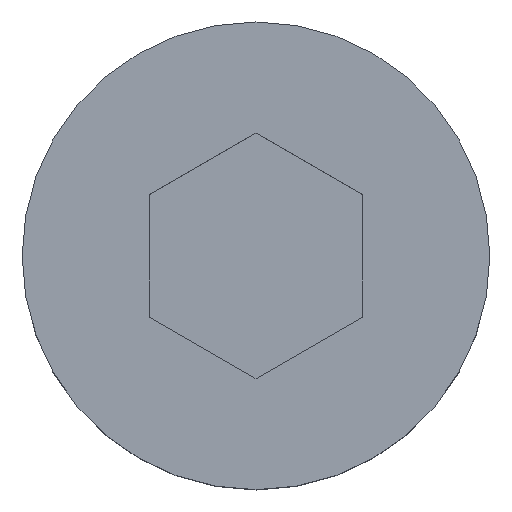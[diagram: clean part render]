
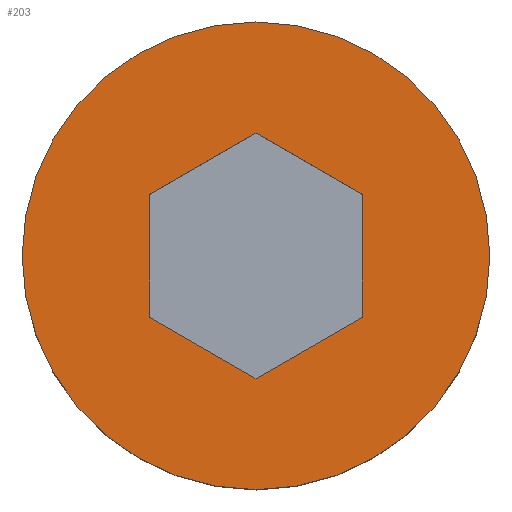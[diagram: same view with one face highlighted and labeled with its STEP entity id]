
A CAD part, top view. The second image highlights one B-rep face of the part: STEP entity #203.
In plain terms, the highlighted planar face has unit normal (0, 0, 1).
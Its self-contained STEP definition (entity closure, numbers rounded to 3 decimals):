
#130 = CYLINDRICAL_SURFACE('',#131,2.75);
#131 = AXIS2_PLACEMENT_3D('',#132,#133,#134);
#132 = CARTESIAN_POINT('',(0.,0.,3.));
#133 = DIRECTION('',(0.,0.,-1.));
#134 = DIRECTION('',(-1.,0.,0.));
#153 = VERTEX_POINT('',#154);
#154 = CARTESIAN_POINT('',(-2.75,0.,2.));
#177 = EDGE_CURVE('',#153,#153,#178,.T.);
#178 = SURFACE_CURVE('',#179,(#184,#191),.PCURVE_S1.);
#179 = CIRCLE('',#180,2.75);
#180 = AXIS2_PLACEMENT_3D('',#181,#182,#183);
#181 = CARTESIAN_POINT('',(0.,0.,2.));
#182 = DIRECTION('',(0.,0.,-1.));
#183 = DIRECTION('',(-1.,0.,0.));
#184 = PCURVE('',#130,#185);
#185 = DEFINITIONAL_REPRESENTATION('',(#186),#190);
#186 = LINE('',#187,#188);
#187 = CARTESIAN_POINT('',(0.,1.));
#188 = VECTOR('',#189,1.);
#189 = DIRECTION('',(1.,0.));
#190 = ( GEOMETRIC_REPRESENTATION_CONTEXT(2) 
PARAMETRIC_REPRESENTATION_CONTEXT() REPRESENTATION_CONTEXT('2D SPACE',''
  ) );
#191 = PCURVE('',#192,#197);
#192 = PLANE('',#193);
#193 = AXIS2_PLACEMENT_3D('',#194,#195,#196);
#194 = CARTESIAN_POINT('',(3.,-3.,2.));
#195 = DIRECTION('',(0.,0.,-1.));
#196 = DIRECTION('',(0.,1.,0.));
#197 = DEFINITIONAL_REPRESENTATION('',(#198),#202);
#198 = CIRCLE('',#199,2.75);
#199 = AXIS2_PLACEMENT_2D('',#200,#201);
#200 = CARTESIAN_POINT('',(3.,-3.));
#201 = DIRECTION('',(0.,-1.));
#202 = ( GEOMETRIC_REPRESENTATION_CONTEXT(2) 
PARAMETRIC_REPRESENTATION_CONTEXT() REPRESENTATION_CONTEXT('2D SPACE',''
  ) );
#203 = ADVANCED_FACE('',(#204,#207),#192,.F.);
#204 = FACE_BOUND('',#205,.F.);
#205 = EDGE_LOOP('',(#206));
#206 = ORIENTED_EDGE('',*,*,#177,.T.);
#207 = FACE_BOUND('',#208,.F.);
#208 = EDGE_LOOP('',(#209,#238,#265,#292,#319,#346));
#209 = ORIENTED_EDGE('',*,*,#210,.F.);
#210 = EDGE_CURVE('',#211,#213,#215,.T.);
#211 = VERTEX_POINT('',#212);
#212 = CARTESIAN_POINT('',(1.25,0.722,2.));
#213 = VERTEX_POINT('',#214);
#214 = CARTESIAN_POINT('',(1.25,-0.722,2.));
#215 = SURFACE_CURVE('',#216,(#220,#226),.PCURVE_S1.);
#216 = LINE('',#217,#218);
#217 = CARTESIAN_POINT('',(1.25,-1.139,2.));
#218 = VECTOR('',#219,1.);
#219 = DIRECTION('',(0.,-1.,0.));
#220 = PCURVE('',#192,#221);
#221 = DEFINITIONAL_REPRESENTATION('',(#222),#225);
#222 = B_SPLINE_CURVE_WITH_KNOTS('',1,(#223,#224),.UNSPECIFIED.,.F.,.F.,
  (2,2),(-2.005,-0.273),.PIECEWISE_BEZIER_KNOTS.);
#223 = CARTESIAN_POINT('',(3.866,-1.75));
#224 = CARTESIAN_POINT('',(2.134,-1.75));
#225 = ( GEOMETRIC_REPRESENTATION_CONTEXT(2) 
PARAMETRIC_REPRESENTATION_CONTEXT() REPRESENTATION_CONTEXT('2D SPACE',''
  ) );
#226 = PCURVE('',#227,#232);
#227 = PLANE('',#228);
#228 = AXIS2_PLACEMENT_3D('',#229,#230,#231);
#229 = CARTESIAN_POINT('',(1.25,0.,1.5));
#230 = DIRECTION('',(-1.,0.,0.));
#231 = DIRECTION('',(0.,0.,-1.));
#232 = DEFINITIONAL_REPRESENTATION('',(#233),#237);
#233 = LINE('',#234,#235);
#234 = CARTESIAN_POINT('',(-0.5,1.139));
#235 = VECTOR('',#236,1.);
#236 = DIRECTION('',(0.,1.));
#237 = ( GEOMETRIC_REPRESENTATION_CONTEXT(2) 
PARAMETRIC_REPRESENTATION_CONTEXT() REPRESENTATION_CONTEXT('2D SPACE',''
  ) );
#238 = ORIENTED_EDGE('',*,*,#239,.T.);
#239 = EDGE_CURVE('',#211,#240,#242,.T.);
#240 = VERTEX_POINT('',#241);
#241 = CARTESIAN_POINT('',(0.,1.443,2.));
#242 = SURFACE_CURVE('',#243,(#247,#253),.PCURVE_S1.);
#243 = LINE('',#244,#245);
#244 = CARTESIAN_POINT('',(2.712,-0.122,2.));
#245 = VECTOR('',#246,1.);
#246 = DIRECTION('',(-0.866,0.5,0.));
#247 = PCURVE('',#192,#248);
#248 = DEFINITIONAL_REPRESENTATION('',(#249),#252);
#249 = B_SPLINE_CURVE_WITH_KNOTS('',1,(#250,#251),.UNSPECIFIED.,.F.,.F.,
  (2,2),(1.544,3.276),.PIECEWISE_BEZIER_KNOTS.);
#250 = CARTESIAN_POINT('',(3.65,-1.625));
#251 = CARTESIAN_POINT('',(4.516,-3.125));
#252 = ( GEOMETRIC_REPRESENTATION_CONTEXT(2) 
PARAMETRIC_REPRESENTATION_CONTEXT() REPRESENTATION_CONTEXT('2D SPACE',''
  ) );
#253 = PCURVE('',#254,#259);
#254 = PLANE('',#255);
#255 = AXIS2_PLACEMENT_3D('',#256,#257,#258);
#256 = CARTESIAN_POINT('',(0.625,1.083,1.5));
#257 = DIRECTION('',(-0.5,-0.866,0.));
#258 = DIRECTION('',(-0.866,0.5,0.));
#259 = DEFINITIONAL_REPRESENTATION('',(#260),#264);
#260 = LINE('',#261,#262);
#261 = CARTESIAN_POINT('',(-2.41,-0.5));
#262 = VECTOR('',#263,1.);
#263 = DIRECTION('',(1.,0.));
#264 = ( GEOMETRIC_REPRESENTATION_CONTEXT(2) 
PARAMETRIC_REPRESENTATION_CONTEXT() REPRESENTATION_CONTEXT('2D SPACE',''
  ) );
#265 = ORIENTED_EDGE('',*,*,#266,.F.);
#266 = EDGE_CURVE('',#267,#240,#269,.T.);
#267 = VERTEX_POINT('',#268);
#268 = CARTESIAN_POINT('',(-1.25,0.722,2.));
#269 = SURFACE_CURVE('',#270,(#274,#280),.PCURVE_S1.);
#270 = LINE('',#271,#272);
#271 = CARTESIAN_POINT('',(-0.462,1.177,2.));
#272 = VECTOR('',#273,1.);
#273 = DIRECTION('',(0.866,0.5,0.));
#274 = PCURVE('',#192,#275);
#275 = DEFINITIONAL_REPRESENTATION('',(#276),#279);
#276 = B_SPLINE_CURVE_WITH_KNOTS('',1,(#277,#278),.UNSPECIFIED.,.F.,.F.,
  (2,2),(-1.054,0.678),.PIECEWISE_BEZIER_KNOTS.);
#277 = CARTESIAN_POINT('',(3.65,-4.375));
#278 = CARTESIAN_POINT('',(4.516,-2.875));
#279 = ( GEOMETRIC_REPRESENTATION_CONTEXT(2) 
PARAMETRIC_REPRESENTATION_CONTEXT() REPRESENTATION_CONTEXT('2D SPACE',''
  ) );
#280 = PCURVE('',#281,#286);
#281 = PLANE('',#282);
#282 = AXIS2_PLACEMENT_3D('',#283,#284,#285);
#283 = CARTESIAN_POINT('',(-0.625,1.083,1.5));
#284 = DIRECTION('',(0.5,-0.866,0.));
#285 = DIRECTION('',(-0.866,-0.5,0.));
#286 = DEFINITIONAL_REPRESENTATION('',(#287),#291);
#287 = LINE('',#288,#289);
#288 = CARTESIAN_POINT('',(-0.188,-0.5));
#289 = VECTOR('',#290,1.);
#290 = DIRECTION('',(-1.,0.));
#291 = ( GEOMETRIC_REPRESENTATION_CONTEXT(2) 
PARAMETRIC_REPRESENTATION_CONTEXT() REPRESENTATION_CONTEXT('2D SPACE',''
  ) );
#292 = ORIENTED_EDGE('',*,*,#293,.T.);
#293 = EDGE_CURVE('',#267,#294,#296,.T.);
#294 = VERTEX_POINT('',#295);
#295 = CARTESIAN_POINT('',(-1.25,-0.722,2.));
#296 = SURFACE_CURVE('',#297,(#301,#307),.PCURVE_S1.);
#297 = LINE('',#298,#299);
#298 = CARTESIAN_POINT('',(-1.25,-1.139,2.));
#299 = VECTOR('',#300,1.);
#300 = DIRECTION('',(0.,-1.,0.));
#301 = PCURVE('',#192,#302);
#302 = DEFINITIONAL_REPRESENTATION('',(#303),#306);
#303 = B_SPLINE_CURVE_WITH_KNOTS('',1,(#304,#305),.UNSPECIFIED.,.F.,.F.,
  (2,2),(-2.005,-0.273),.PIECEWISE_BEZIER_KNOTS.);
#304 = CARTESIAN_POINT('',(3.866,-4.25));
#305 = CARTESIAN_POINT('',(2.134,-4.25));
#306 = ( GEOMETRIC_REPRESENTATION_CONTEXT(2) 
PARAMETRIC_REPRESENTATION_CONTEXT() REPRESENTATION_CONTEXT('2D SPACE',''
  ) );
#307 = PCURVE('',#308,#313);
#308 = PLANE('',#309);
#309 = AXIS2_PLACEMENT_3D('',#310,#311,#312);
#310 = CARTESIAN_POINT('',(-1.25,0.,1.5));
#311 = DIRECTION('',(1.,0.,0.));
#312 = DIRECTION('',(0.,1.,0.));
#313 = DEFINITIONAL_REPRESENTATION('',(#314),#318);
#314 = LINE('',#315,#316);
#315 = CARTESIAN_POINT('',(-1.139,0.5));
#316 = VECTOR('',#317,1.);
#317 = DIRECTION('',(-1.,0.));
#318 = ( GEOMETRIC_REPRESENTATION_CONTEXT(2) 
PARAMETRIC_REPRESENTATION_CONTEXT() REPRESENTATION_CONTEXT('2D SPACE',''
  ) );
#319 = ORIENTED_EDGE('',*,*,#320,.F.);
#320 = EDGE_CURVE('',#321,#294,#323,.T.);
#321 = VERTEX_POINT('',#322);
#322 = CARTESIAN_POINT('',(0.,-1.443,2.));
#323 = SURFACE_CURVE('',#324,(#328,#334),.PCURVE_S1.);
#324 = LINE('',#325,#326);
#325 = CARTESIAN_POINT('',(1.462,-2.287,2.));
#326 = VECTOR('',#327,1.);
#327 = DIRECTION('',(-0.866,0.5,0.));
#328 = PCURVE('',#192,#329);
#329 = DEFINITIONAL_REPRESENTATION('',(#330),#333);
#330 = B_SPLINE_CURVE_WITH_KNOTS('',1,(#331,#332),.UNSPECIFIED.,.F.,.F.,
  (2,2),(1.544,3.276),.PIECEWISE_BEZIER_KNOTS.);
#331 = CARTESIAN_POINT('',(1.484,-2.875));
#332 = CARTESIAN_POINT('',(2.35,-4.375));
#333 = ( GEOMETRIC_REPRESENTATION_CONTEXT(2) 
PARAMETRIC_REPRESENTATION_CONTEXT() REPRESENTATION_CONTEXT('2D SPACE',''
  ) );
#334 = PCURVE('',#335,#340);
#335 = PLANE('',#336);
#336 = AXIS2_PLACEMENT_3D('',#337,#338,#339);
#337 = CARTESIAN_POINT('',(-0.625,-1.083,1.5));
#338 = DIRECTION('',(0.5,0.866,0.));
#339 = DIRECTION('',(0.866,-0.5,0.));
#340 = DEFINITIONAL_REPRESENTATION('',(#341),#345);
#341 = LINE('',#342,#343);
#342 = CARTESIAN_POINT('',(2.41,-0.5));
#343 = VECTOR('',#344,1.);
#344 = DIRECTION('',(-1.,0.));
#345 = ( GEOMETRIC_REPRESENTATION_CONTEXT(2) 
PARAMETRIC_REPRESENTATION_CONTEXT() REPRESENTATION_CONTEXT('2D SPACE',''
  ) );
#346 = ORIENTED_EDGE('',*,*,#347,.T.);
#347 = EDGE_CURVE('',#321,#213,#348,.T.);
#348 = SURFACE_CURVE('',#349,(#353,#359),.PCURVE_S1.);
#349 = LINE('',#350,#351);
#350 = CARTESIAN_POINT('',(0.788,-0.988,2.));
#351 = VECTOR('',#352,1.);
#352 = DIRECTION('',(0.866,0.5,0.));
#353 = PCURVE('',#192,#354);
#354 = DEFINITIONAL_REPRESENTATION('',(#355),#358);
#355 = B_SPLINE_CURVE_WITH_KNOTS('',1,(#356,#357),.UNSPECIFIED.,.F.,.F.,
  (2,2),(-1.054,0.678),.PIECEWISE_BEZIER_KNOTS.);
#356 = CARTESIAN_POINT('',(1.484,-3.125));
#357 = CARTESIAN_POINT('',(2.35,-1.625));
#358 = ( GEOMETRIC_REPRESENTATION_CONTEXT(2) 
PARAMETRIC_REPRESENTATION_CONTEXT() REPRESENTATION_CONTEXT('2D SPACE',''
  ) );
#359 = PCURVE('',#360,#365);
#360 = PLANE('',#361);
#361 = AXIS2_PLACEMENT_3D('',#362,#363,#364);
#362 = CARTESIAN_POINT('',(0.625,-1.083,1.5));
#363 = DIRECTION('',(-0.5,0.866,0.));
#364 = DIRECTION('',(0.866,0.5,0.));
#365 = DEFINITIONAL_REPRESENTATION('',(#366),#370);
#366 = LINE('',#367,#368);
#367 = CARTESIAN_POINT('',(0.188,-0.5));
#368 = VECTOR('',#369,1.);
#369 = DIRECTION('',(1.,0.));
#370 = ( GEOMETRIC_REPRESENTATION_CONTEXT(2) 
PARAMETRIC_REPRESENTATION_CONTEXT() REPRESENTATION_CONTEXT('2D SPACE',''
  ) );
